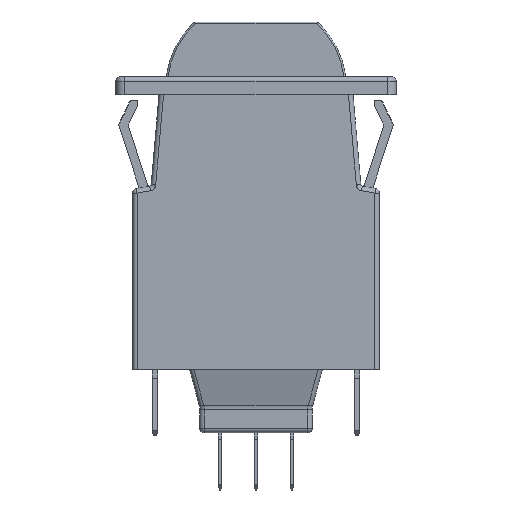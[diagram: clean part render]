
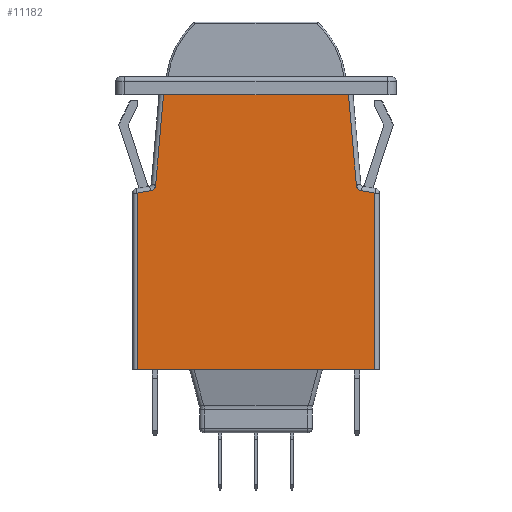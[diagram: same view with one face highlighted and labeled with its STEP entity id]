
A CAD part, left-side view. The second image highlights one B-rep face of the part: STEP entity #11182.
In plain terms, the highlighted planar face has unit normal (-1, 0, 0).
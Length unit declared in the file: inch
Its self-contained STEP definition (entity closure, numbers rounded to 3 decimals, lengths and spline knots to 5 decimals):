
#324 = FACE_OUTER_BOUND ( 'NONE', #19350, .T. ) ;
#1600 = AXIS2_PLACEMENT_3D ( 'NONE', #4458, #19525, #2463 ) ;
#1679 = VECTOR ( 'NONE', #12848, 39.37008 ) ;
#1869 = CARTESIAN_POINT ( 'NONE',  ( -0.34, 0.55888, -0.50305 ) ) ;
#2463 = DIRECTION ( 'NONE',  ( 0., 0., 1. ) ) ;
#2920 = CARTESIAN_POINT ( 'NONE',  ( -0.34, 0.6625, -1.53 ) ) ;
#3339 = EDGE_CURVE ( 'NONE', #10777, #7686, #6980, .T. ) ;
#3536 = ORIENTED_EDGE ( 'NONE', *, *, #9221, .F. ) ;
#3659 = LINE ( 'NONE', #24056, #8094 ) ;
#3837 = DIRECTION ( 'NONE',  ( 0., -1., 0. ) ) ;
#4118 = CARTESIAN_POINT ( 'NONE',  ( -0.34, 0.6625, -1.53 ) ) ;
#4344 = LINE ( 'NONE', #24226, #1679 ) ;
#4451 = VECTOR ( 'NONE', #10985, 39.37008 ) ;
#4458 = CARTESIAN_POINT ( 'NONE',  ( -0.34, -0.59375, -0.5 ) ) ;
#4624 = CIRCLE ( 'NONE', #12770, 0.035 ) ;
#5493 = DIRECTION ( 'NONE',  ( 1., 0., 0. ) ) ;
#5503 = ORIENTED_EDGE ( 'NONE', *, *, #13989, .T. ) ;
#5795 = VERTEX_POINT ( 'NONE', #8701 ) ;
#6899 = ORIENTED_EDGE ( 'NONE', *, *, #7186, .T. ) ;
#6980 = LINE ( 'NONE', #15427, #16457 ) ;
#7055 = CARTESIAN_POINT ( 'NONE',  ( -0.34, 0.59375, -0.5 ) ) ;
#7186 = EDGE_CURVE ( 'NONE', #7752, #7686, #21152, .T. ) ;
#7464 = EDGE_CURVE ( 'NONE', #5795, #19638, #3659, .T. ) ;
#7546 = CARTESIAN_POINT ( 'NONE',  ( -0.34, 0.55888, -0.50305 ) ) ;
#7686 = VERTEX_POINT ( 'NONE', #23009 ) ;
#7752 = VERTEX_POINT ( 'NONE', #8397 ) ;
#7932 = VECTOR ( 'NONE', #9417, 39.37008 ) ;
#8094 = VECTOR ( 'NONE', #12847, 39.37008 ) ;
#8274 = DIRECTION ( 'NONE',  ( -1., 0., 0. ) ) ;
#8397 = CARTESIAN_POINT ( 'NONE',  ( -0.34, -0.55888, -0.50305 ) ) ;
#8597 = CARTESIAN_POINT ( 'NONE',  ( -0.34, 0.5149, 0. ) ) ;
#8701 = CARTESIAN_POINT ( 'NONE',  ( -0.34, -0.6625, -1.53 ) ) ;
#9081 = EDGE_CURVE ( 'NONE', #23352, #19180, #9613, .T. ) ;
#9221 = EDGE_CURVE ( 'NONE', #5795, #24428, #4344, .T. ) ;
#9417 = DIRECTION ( 'NONE',  ( 0., 0.087, -0.996 ) ) ;
#9613 = LINE ( 'NONE', #19938, #21188 ) ;
#10425 = ORIENTED_EDGE ( 'NONE', *, *, #3339, .F. ) ;
#10777 = VERTEX_POINT ( 'NONE', #8597 ) ;
#10985 = DIRECTION ( 'NONE',  ( 0., 0.985, 0.174 ) ) ;
#11182 = ADVANCED_FACE ( 'NONE', ( #324 ), #14071, .T. ) ;
#11193 = CARTESIAN_POINT ( 'NONE',  ( -0.34, 0.6625, -0.54766 ) ) ;
#12217 = DIRECTION ( 'NONE',  ( 0., 0.985, -0.174 ) ) ;
#12770 = AXIS2_PLACEMENT_3D ( 'NONE', #7055, #5493, #15001 ) ;
#12847 = DIRECTION ( 'NONE',  ( 0., 0., 1. ) ) ;
#12848 = DIRECTION ( 'NONE',  ( 0., 1., 0. ) ) ;
#13989 = EDGE_CURVE ( 'NONE', #10777, #19210, #17702, .T. ) ;
#14071 = PLANE ( 'NONE',  #20164 ) ;
#14171 = DIRECTION ( 'NONE',  ( 0., 0., 1. ) ) ;
#14345 = ORIENTED_EDGE ( 'NONE', *, *, #7464, .T. ) ;
#14387 = CARTESIAN_POINT ( 'NONE',  ( -0.34, -0.6625, -0.54766 ) ) ;
#15001 = DIRECTION ( 'NONE',  ( 0., 0., 1. ) ) ;
#15427 = CARTESIAN_POINT ( 'NONE',  ( -0.34, 0.54, 0. ) ) ;
#15454 = EDGE_CURVE ( 'NONE', #19180, #24428, #16378, .T. ) ;
#15951 = ORIENTED_EDGE ( 'NONE', *, *, #20722, .T. ) ;
#16243 = DIRECTION ( 'NONE',  ( 0., 0., -1. ) ) ;
#16296 = LINE ( 'NONE', #18485, #4451 ) ;
#16378 = LINE ( 'NONE', #2920, #18771 ) ;
#16457 = VECTOR ( 'NONE', #3837, 39.37008 ) ;
#16877 = ORIENTED_EDGE ( 'NONE', *, *, #15454, .T. ) ;
#17113 = ORIENTED_EDGE ( 'NONE', *, *, #23470, .T. ) ;
#17463 = VERTEX_POINT ( 'NONE', #22422 ) ;
#17702 = LINE ( 'NONE', #7546, #7932 ) ;
#17903 = CARTESIAN_POINT ( 'NONE',  ( -0.34, -0.51509, -0.00218 ) ) ;
#17918 = CARTESIAN_POINT ( 'NONE',  ( -0.34, -0.59375, -0.5 ) ) ;
#18485 = CARTESIAN_POINT ( 'NONE',  ( -0.34, -0.58767, -0.53447 ) ) ;
#18771 = VECTOR ( 'NONE', #16243, 39.37008 ) ;
#19180 = VERTEX_POINT ( 'NONE', #11193 ) ;
#19210 = VERTEX_POINT ( 'NONE', #1869 ) ;
#19350 = EDGE_LOOP ( 'NONE', ( #17113, #6899, #10425, #5503, #15951, #23977, #16877, #3536, #14345, #19908 ) ) ;
#19525 = DIRECTION ( 'NONE',  ( 1., 0., 0. ) ) ;
#19638 = VERTEX_POINT ( 'NONE', #14387 ) ;
#19908 = ORIENTED_EDGE ( 'NONE', *, *, #23312, .T. ) ;
#19938 = CARTESIAN_POINT ( 'NONE',  ( -0.34, 0.6625, -0.54766 ) ) ;
#20164 = AXIS2_PLACEMENT_3D ( 'NONE', #17918, #8274, #14171 ) ;
#20713 = CIRCLE ( 'NONE', #1600, 0.035 ) ;
#20722 = EDGE_CURVE ( 'NONE', #19210, #23352, #4624, .T. ) ;
#21152 = LINE ( 'NONE', #17903, #21422 ) ;
#21188 = VECTOR ( 'NONE', #12217, 39.37008 ) ;
#21422 = VECTOR ( 'NONE', #23834, 39.37008 ) ;
#22422 = CARTESIAN_POINT ( 'NONE',  ( -0.34, -0.58767, -0.53447 ) ) ;
#23009 = CARTESIAN_POINT ( 'NONE',  ( -0.34, -0.5149, 0. ) ) ;
#23312 = EDGE_CURVE ( 'NONE', #19638, #17463, #16296, .T. ) ;
#23352 = VERTEX_POINT ( 'NONE', #24330 ) ;
#23470 = EDGE_CURVE ( 'NONE', #17463, #7752, #20713, .T. ) ;
#23834 = DIRECTION ( 'NONE',  ( 0., 0.087, 0.996 ) ) ;
#23977 = ORIENTED_EDGE ( 'NONE', *, *, #9081, .T. ) ;
#24056 = CARTESIAN_POINT ( 'NONE',  ( -0.34, -0.6625, -0.54766 ) ) ;
#24226 = CARTESIAN_POINT ( 'NONE',  ( -0.34, 0.6875, -1.53 ) ) ;
#24330 = CARTESIAN_POINT ( 'NONE',  ( -0.34, 0.58767, -0.53447 ) ) ;
#24428 = VERTEX_POINT ( 'NONE', #4118 ) ;
